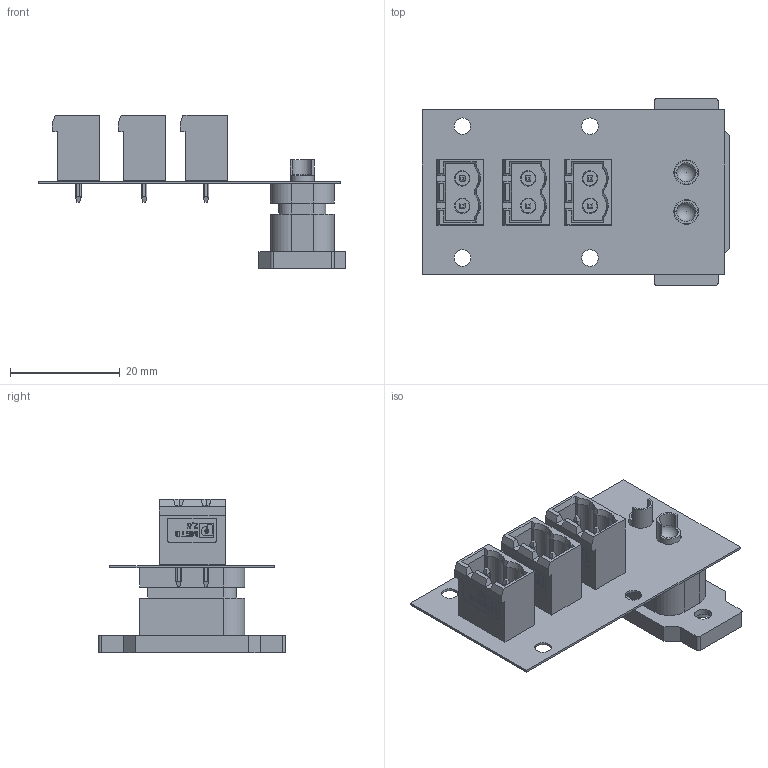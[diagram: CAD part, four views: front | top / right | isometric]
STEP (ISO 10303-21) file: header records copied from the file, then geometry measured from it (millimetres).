
FILE_DESCRIPTION(('Open CASCADE Model'),'2;1');
FILE_NAME('Open CASCADE Shape Model','2023-05-08T16:19:27',('Author'),( 'Open CASCADE'),'Open CASCADE STEP processor 7.5','Open CASCADE 7.5' ,'Unknown');
FILE_SCHEMA(('AUTOMOTIVE_DESIGN { 1 0 10303 214 1 1 1 1 }'));
Length unit declared in the file: millimetre
Products named in the file (15): PCB; Board; Open CASCADE STEP translator 7.5 3.1.1; J4; XT60E-F-2 v8; Pins; pins; Panel Mount V2; J3; 1755516; Open CASCADE STEP translator 7.5 3.3.1.1; Open CASCADE STEP translator 7.5 3.3.1.2; Open CASCADE STEP translator 7.5 3.3.1.3; J2; J1
Assembly tree (16 placements, depth 5):
  PCB
    Board
      Open CASCADE STEP translator 7.5 3.1.1
    J4
      XT60E-F-2 v8
        Pins
          pins
        Panel Mount V2
    J3
      1755516
        Open CASCADE STEP translator 7.5 3.3.1.1
        Open CASCADE STEP translator 7.5 3.3.1.2
        Open CASCADE STEP translator 7.5 3.3.1.3
    J2
      1755516
        Open CASCADE STEP translator 7.5 3.3.1.1
        Open CASCADE STEP translator 7.5 3.3.1.2
        Open CASCADE STEP translator 7.5 3.3.1.3
    J1
      1755516
        Open CASCADE STEP translator 7.5 3.3.1.1
        Open CASCADE STEP translator 7.5 3.3.1.2
        Open CASCADE STEP translator 7.5 3.3.1.3
Bounding box: 55.89 x 34 x 28.01 mm (x, y, z)
Volume: 5737.1 mm3; surface area: 10765.2 mm2
Topology: 13 solids, 13 shells, 1428 faces, 4025 edges, 2676 vertices
Faces by surface type: plane 1138, cylinder 258, cone 28, sphere 4
Full cylindrical faces by diameter (mm): 1.4 x6, 3 x4, 3.12 x2, 3.5 x2, 4.3 x4, 4.5 x2
Entity records: 26491 total; most frequent: CARTESIAN_POINT 3940, ORIENTED_EDGE 3062, DIRECTION 2837, PRESENTATION_STYLE_ASSIGNMENT 1652, OVER_RIDING_STYLED_ITEM 1645, EDGE_CURVE 1531, LINE 1255, VECTOR 1255
